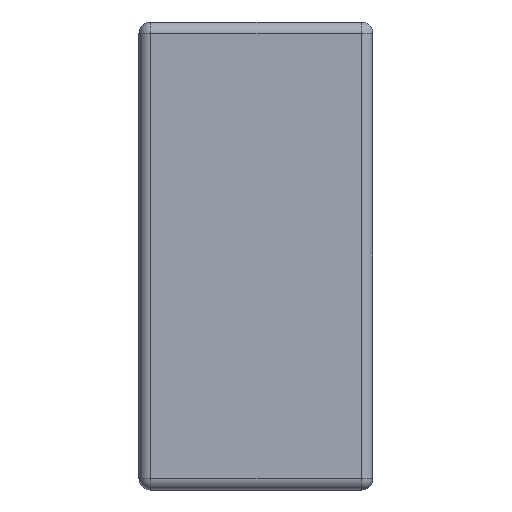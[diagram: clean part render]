
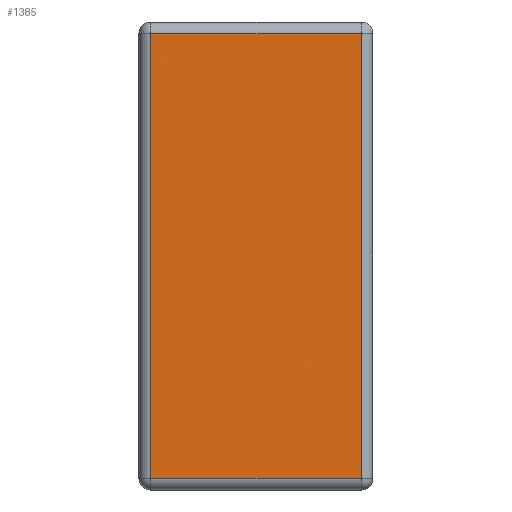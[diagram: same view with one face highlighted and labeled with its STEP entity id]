
A CAD part, left-side view. The second image highlights one B-rep face of the part: STEP entity #1385.
In plain terms, the highlighted planar face has unit normal (-1, 0, 0).
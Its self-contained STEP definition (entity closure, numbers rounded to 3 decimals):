
#79=PLANE('',#1534);
#162=FACE_OUTER_BOUND('',#246,.T.);
#246=EDGE_LOOP('',(#1262,#1263,#1264,#1265));
#376=LINE('',#2289,#520);
#381=LINE('',#2313,#525);
#383=LINE('',#2316,#527);
#385=LINE('',#2319,#529);
#520=VECTOR('',#1882,10.);
#525=VECTOR('',#1909,10.);
#527=VECTOR('',#1913,10.);
#529=VECTOR('',#1917,10.);
#686=VERTEX_POINT('',#2269);
#690=VERTEX_POINT('',#2277);
#696=VERTEX_POINT('',#2295);
#698=VERTEX_POINT('',#2300);
#871=EDGE_CURVE('',#686,#690,#376,.T.);
#883=EDGE_CURVE('',#690,#698,#381,.T.);
#885=EDGE_CURVE('',#698,#696,#383,.T.);
#887=EDGE_CURVE('',#696,#686,#385,.T.);
#1262=ORIENTED_EDGE('',*,*,#871,.F.);
#1263=ORIENTED_EDGE('',*,*,#887,.F.);
#1264=ORIENTED_EDGE('',*,*,#885,.F.);
#1265=ORIENTED_EDGE('',*,*,#883,.F.);
#1385=ADVANCED_FACE('',(#162),#79,.T.);
#1534=AXIS2_PLACEMENT_3D('',#2336,#1936,#1937);
#1882=DIRECTION('',(0.,-1.,0.));
#1909=DIRECTION('',(0.,0.,-1.));
#1913=DIRECTION('',(0.,1.,0.));
#1917=DIRECTION('',(0.,0.,1.));
#1936=DIRECTION('center_axis',(-1.,0.,0.));
#1937=DIRECTION('ref_axis',(0.,0.,1.));
#2269=CARTESIAN_POINT('',(-2.05,0.95,0.95));
#2277=CARTESIAN_POINT('',(-2.05,0.05,0.95));
#2289=CARTESIAN_POINT('',(-2.05,0.,0.95));
#2295=CARTESIAN_POINT('',(-2.05,0.95,-0.95));
#2300=CARTESIAN_POINT('',(-2.05,0.05,-0.95));
#2313=CARTESIAN_POINT('',(-2.05,0.05,-0.5));
#2316=CARTESIAN_POINT('',(-2.05,0.,-0.95));
#2319=CARTESIAN_POINT('',(-2.05,0.95,-0.5));
#2336=CARTESIAN_POINT('Origin',(-2.05,0.,-1.));
